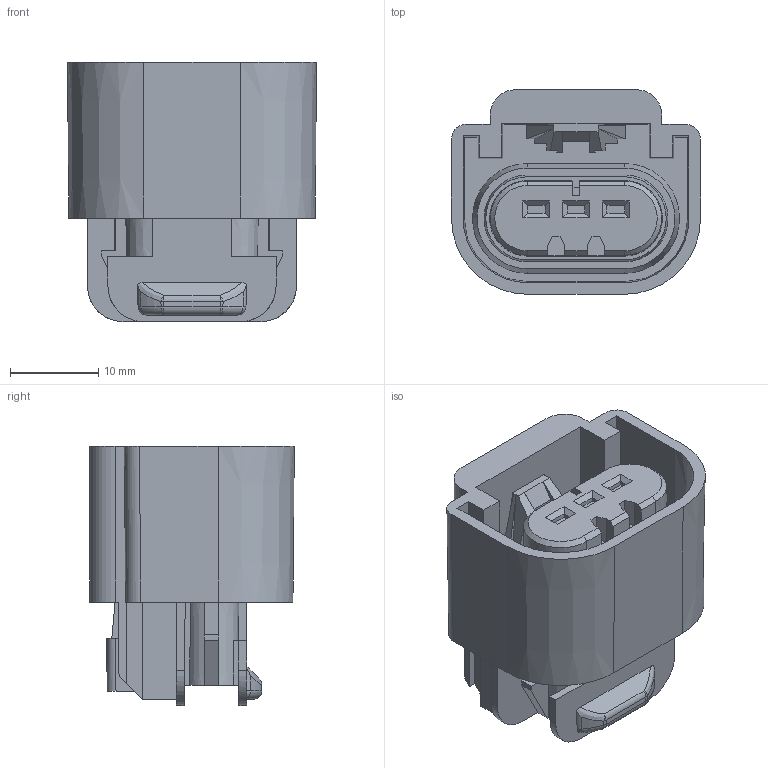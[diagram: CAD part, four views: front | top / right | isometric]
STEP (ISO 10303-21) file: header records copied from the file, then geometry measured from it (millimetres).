
FILE_DESCRIPTION(/* description */ (''),/* implementation_level */ '2;1');
FILE_NAME(/* name */ '13511131-ENV11_03-CONN.stp',/* time_stamp */ '2024-01-26T17:40:52+08:00',/* author */ (''),/* organization */ (''),/* preprocessor_version */ 'ST-DEVELOPER v16',/* originating_system */ 'SIEMENS PLM Software NX 11.0',/* authorisation */ '');
FILE_SCHEMA (('AUTOMOTIVE_DESIGN { 1 0 10303 214 3 1 1 1 }'));
Length unit declared in the file: millimetre
Products named in the file (1): 13511131-ENV11_03-CONN
Bounding box: 28.16 x 23.13 x 29.3 mm (x, y, z)
Volume: 8753 mm3; surface area: 6632.7 mm2
Topology: 1 solids, 1 shells, 261 faces, 720 edges, 464 vertices
Faces by surface type: plane 209, cone 24, cylinder 14, bspline 6, sphere 6, torus 2
Entity records: 8275 total; most frequent: CARTESIAN_POINT 1619, ORIENTED_EDGE 1432, DIRECTION 1294, EDGE_CURVE 716, LINE 598, VECTOR 598, VERTEX_POINT 464, AXIS2_PLACEMENT_3D 348
